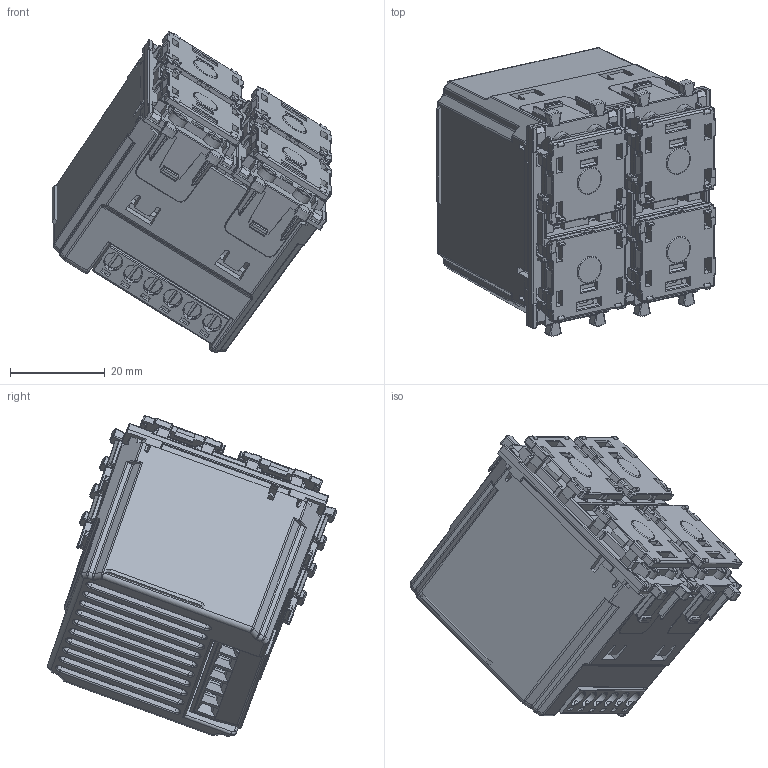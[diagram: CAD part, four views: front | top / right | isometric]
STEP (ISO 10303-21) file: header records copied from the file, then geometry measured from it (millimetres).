
FILE_DESCRIPTION(('CATIA V5 STEP Exchange'),'2;1');
FILE_NAME('442048ST-W.stp','2024-07-01T08:50:16+00:00',('none'),('none'),'CATIA Version 5-6 Release 2016 SP6','CATIA V5 STEP AP203','none');
FILE_SCHEMA(('CONFIG_CONTROL_DESIGN'));
Products named in the file (1): 442048ST-W (DA2009-DEF)
Assembly tree (10 placements, depth 2):
  442048ST-W (DA2009-DEF)
    #57
    #16513  x2
    #50577  x4
    #60201
    #78135
    #78179
Bounding box: 59.15 x 60.99 x 67.76 mm (x, y, z)
Volume: 20426.8 mm3; surface area: 35199.3 mm2
Topology: 9 solids, 15 shells, 3951 faces, 10653 edges, 6486 vertices
Faces by surface type: plane 1980, cylinder 1233, cone 208, sphere 204, torus 188, bspline 138
Entity records: 79071 total; most frequent: CARTESIAN_POINT 29068, ORIENTED_EDGE 11786, DIRECTION 7758, EDGE_CURVE 5893, VERTEX_POINT 3714, VECTOR 3402, LINE 3402, AXIS2_PLACEMENT_3D 2640
